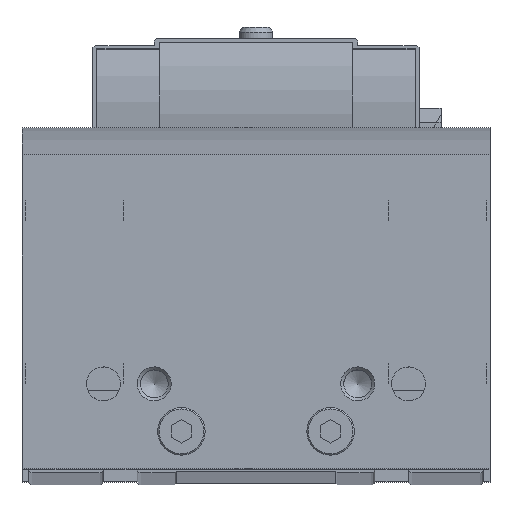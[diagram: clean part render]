
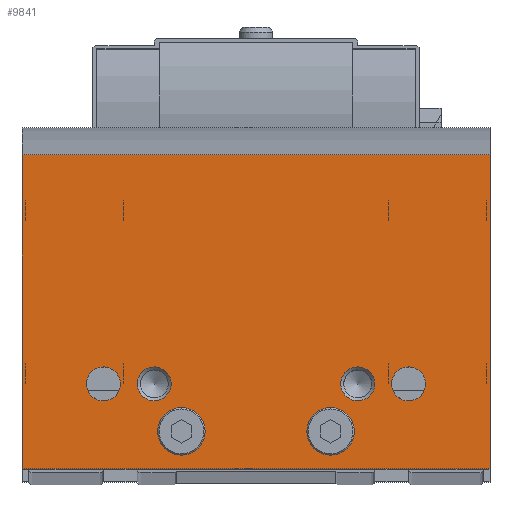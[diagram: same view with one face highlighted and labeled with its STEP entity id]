
A CAD part, top view. The second image highlights one B-rep face of the part: STEP entity #9841.
In plain terms, the highlighted planar face has unit normal (0, 0, 1).
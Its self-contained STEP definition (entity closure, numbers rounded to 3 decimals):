
#763=LINE('',#16649,#1692);
#765=LINE('',#16667,#1694);
#766=LINE('',#16669,#1695);
#767=LINE('',#16671,#1696);
#1692=VECTOR('',#13644,1000.);
#1694=VECTOR('',#13662,1000.);
#1695=VECTOR('',#13663,1000.);
#1696=VECTOR('',#13664,1000.);
#3354=ORIENTED_EDGE('',*,*,#5497,.T.);
#3355=ORIENTED_EDGE('',*,*,#5498,.T.);
#3356=ORIENTED_EDGE('',*,*,#5499,.T.);
#3357=ORIENTED_EDGE('',*,*,#5500,.T.);
#3358=ORIENTED_EDGE('',*,*,#5501,.T.);
#3359=ORIENTED_EDGE('',*,*,#5502,.T.);
#3360=ORIENTED_EDGE('',*,*,#5503,.T.);
#3361=ORIENTED_EDGE('',*,*,#5504,.F.);
#3362=ORIENTED_EDGE('',*,*,#5505,.F.);
#3363=ORIENTED_EDGE('',*,*,#5494,.T.);
#5494=EDGE_CURVE('',#6653,#6652,#763,.T.);
#5497=EDGE_CURVE('',#6655,#6655,#7403,.T.);
#5498=EDGE_CURVE('',#6656,#6656,#7404,.T.);
#5499=EDGE_CURVE('',#6657,#6657,#7405,.T.);
#5500=EDGE_CURVE('',#6658,#6658,#7406,.T.);
#5501=EDGE_CURVE('',#6659,#6659,#7407,.T.);
#5502=EDGE_CURVE('',#6660,#6660,#7408,.T.);
#5503=EDGE_CURVE('',#6652,#6661,#765,.T.);
#5504=EDGE_CURVE('',#6662,#6661,#766,.T.);
#5505=EDGE_CURVE('',#6653,#6662,#767,.T.);
#6652=VERTEX_POINT('',#16648);
#6653=VERTEX_POINT('',#16650);
#6655=VERTEX_POINT('',#16656);
#6656=VERTEX_POINT('',#16658);
#6657=VERTEX_POINT('',#16660);
#6658=VERTEX_POINT('',#16662);
#6659=VERTEX_POINT('',#16664);
#6660=VERTEX_POINT('',#16666);
#6661=VERTEX_POINT('',#16668);
#6662=VERTEX_POINT('',#16670);
#7403=CIRCLE('',#11814,3.5);
#7404=CIRCLE('',#11815,3.5);
#7405=CIRCLE('',#11816,2.5);
#7406=CIRCLE('',#11817,2.5);
#7407=CIRCLE('',#11818,2.5);
#7408=CIRCLE('',#11819,2.5);
#7880=EDGE_LOOP('',(#3354));
#7881=EDGE_LOOP('',(#3355));
#7882=EDGE_LOOP('',(#3356));
#7883=EDGE_LOOP('',(#3357));
#7884=EDGE_LOOP('',(#3358));
#7885=EDGE_LOOP('',(#3359));
#7886=EDGE_LOOP('',(#3360,#3361,#3362,#3363));
#8699=FACE_BOUND('',#7880,.T.);
#8700=FACE_BOUND('',#7881,.T.);
#8701=FACE_BOUND('',#7882,.T.);
#8702=FACE_BOUND('',#7883,.T.);
#8703=FACE_BOUND('',#7884,.T.);
#8704=FACE_BOUND('',#7885,.T.);
#8705=FACE_BOUND('',#7886,.T.);
#9410=PLANE('',#11813);
#9841=ADVANCED_FACE('',(#8699,#8700,#8701,#8702,#8703,#8704,#8705),#9410,
 .F.);
#11813=AXIS2_PLACEMENT_3D('',#16654,#13648,#13649);
#11814=AXIS2_PLACEMENT_3D('',#16655,#13650,#13651);
#11815=AXIS2_PLACEMENT_3D('',#16657,#13652,#13653);
#11816=AXIS2_PLACEMENT_3D('',#16659,#13654,#13655);
#11817=AXIS2_PLACEMENT_3D('',#16661,#13656,#13657);
#11818=AXIS2_PLACEMENT_3D('',#16663,#13658,#13659);
#11819=AXIS2_PLACEMENT_3D('',#16665,#13660,#13661);
#13644=DIRECTION('',(-1.,0.,0.));
#13648=DIRECTION('',(0.,0.,-1.));
#13649=DIRECTION('',(-1.,0.,0.));
#13650=DIRECTION('',(0.,0.,-1.));
#13651=DIRECTION('',(-1.,0.,0.));
#13652=DIRECTION('',(0.,0.,-1.));
#13653=DIRECTION('',(-1.,0.,0.));
#13654=DIRECTION('',(0.,0.,-1.));
#13655=DIRECTION('',(-1.,0.,0.));
#13656=DIRECTION('',(0.,0.,-1.));
#13657=DIRECTION('',(-1.,0.,0.));
#13658=DIRECTION('',(0.,0.,-1.));
#13659=DIRECTION('',(-1.,0.,0.));
#13660=DIRECTION('',(0.,0.,-1.));
#13661=DIRECTION('',(-1.,0.,0.));
#13662=DIRECTION('',(0.,-1.,0.));
#13663=DIRECTION('',(-1.,0.,0.));
#13664=DIRECTION('',(0.,-1.,0.));
#16648=CARTESIAN_POINT('',(-34.5,46.793,1088.5));
#16649=CARTESIAN_POINT('',(34.5,46.793,1088.5));
#16650=CARTESIAN_POINT('',(34.5,46.793,1088.5));
#16654=CARTESIAN_POINT('',(34.5,46.793,1088.5));
#16655=CARTESIAN_POINT('',(-11.,6.,1088.5));
#16656=CARTESIAN_POINT('',(-14.5,6.,1088.5));
#16657=CARTESIAN_POINT('',(11.,6.,1088.5));
#16658=CARTESIAN_POINT('',(7.5,6.,1088.5));
#16659=CARTESIAN_POINT('',(-22.5,13.,1088.5));
#16660=CARTESIAN_POINT('',(-25.,13.,1088.5));
#16661=CARTESIAN_POINT('',(22.5,13.,1088.5));
#16662=CARTESIAN_POINT('',(20.,13.,1088.5));
#16663=CARTESIAN_POINT('',(-15.,13.,1088.5));
#16664=CARTESIAN_POINT('',(-17.5,13.,1088.5));
#16665=CARTESIAN_POINT('',(15.,13.,1088.5));
#16666=CARTESIAN_POINT('',(12.5,13.,1088.5));
#16667=CARTESIAN_POINT('',(-34.5,46.793,1088.5));
#16668=CARTESIAN_POINT('',(-34.5,0.5,1088.5));
#16669=CARTESIAN_POINT('',(34.5,0.5,1088.5));
#16670=CARTESIAN_POINT('',(34.5,0.5,1088.5));
#16671=CARTESIAN_POINT('',(34.5,46.793,1088.5));
